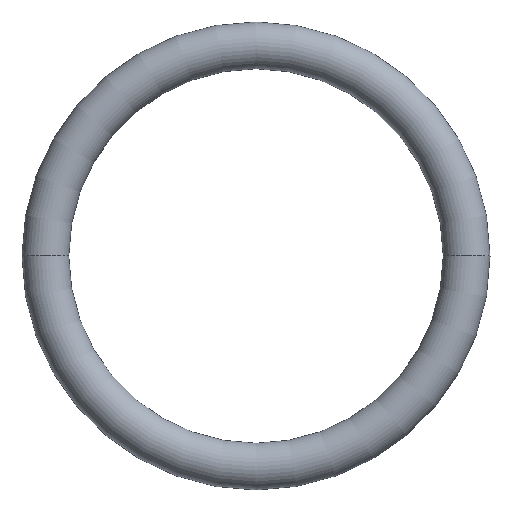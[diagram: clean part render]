
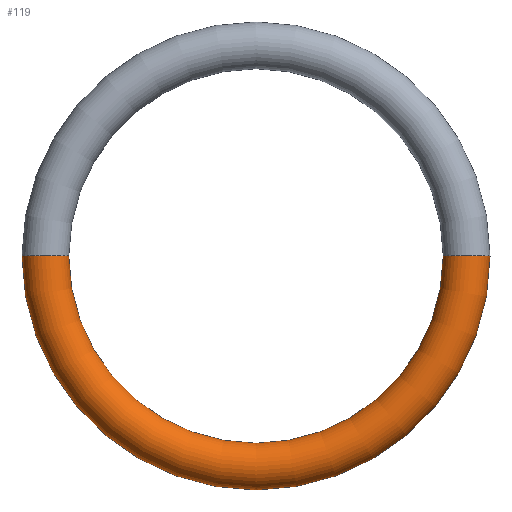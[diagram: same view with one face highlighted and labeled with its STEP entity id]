
A CAD part, top view. The second image highlights one B-rep face of the part: STEP entity #119.
In plain terms, the highlighted toroidal (fillet/blend) face has major radius 4.5 mm and minor radius 0.5 mm.
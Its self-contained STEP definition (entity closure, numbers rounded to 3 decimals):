
#2 = DIRECTION ( 'NONE',  ( 1., 0., 0. ) ) ;
#4 = CIRCLE ( 'NONE', #33, 0.5 ) ;
#5 = CARTESIAN_POINT ( 'NONE',  ( 4.5, 0., 0. ) ) ;
#7 = DIRECTION ( 'NONE',  ( 0., 1., 0. ) ) ;
#19 = DIRECTION ( 'NONE',  ( 0., 0., -1. ) ) ;
#20 = VERTEX_POINT ( 'NONE', #113 ) ;
#24 = EDGE_CURVE ( 'NONE', #20, #37, #73, .T. ) ;
#30 = AXIS2_PLACEMENT_3D ( 'NONE', #166, #93, #2 ) ;
#33 = AXIS2_PLACEMENT_3D ( 'NONE', #101, #7, #57 ) ;
#37 = VERTEX_POINT ( 'NONE', #148 ) ;
#40 = ORIENTED_EDGE ( 'NONE', *, *, #152, .F. ) ;
#45 = CIRCLE ( 'NONE', #95, 0.5 ) ;
#57 = DIRECTION ( 'NONE',  ( -1., 0., 0. ) ) ;
#65 = VERTEX_POINT ( 'NONE', #122 ) ;
#67 = FACE_OUTER_BOUND ( 'NONE', #183, .T. ) ;
#70 = CARTESIAN_POINT ( 'NONE',  ( 4., 0., 0. ) ) ;
#73 = CIRCLE ( 'NONE', #30, 5. ) ;
#78 = CARTESIAN_POINT ( 'NONE',  ( 0., 0., 0. ) ) ;
#83 = DIRECTION ( 'NONE',  ( 1., 0., 0. ) ) ;
#88 = AXIS2_PLACEMENT_3D ( 'NONE', #78, #134, #158 ) ;
#93 = DIRECTION ( 'NONE',  ( 0., 0., 1. ) ) ;
#95 = AXIS2_PLACEMENT_3D ( 'NONE', #5, #168, #19 ) ;
#97 = ORIENTED_EDGE ( 'NONE', *, *, #24, .T. ) ;
#98 = DIRECTION ( 'NONE',  ( 0., 0., 1. ) ) ;
#101 = CARTESIAN_POINT ( 'NONE',  ( -4.5, 0., 0. ) ) ;
#113 = CARTESIAN_POINT ( 'NONE',  ( -5., 0., 0. ) ) ;
#119 = ADVANCED_FACE ( 'NONE', ( #67 ), #155, .T. ) ;
#122 = CARTESIAN_POINT ( 'NONE',  ( -4., 0., 0. ) ) ;
#128 = EDGE_CURVE ( 'NONE', #37, #170, #45, .T. ) ;
#134 = DIRECTION ( 'NONE',  ( 0., 0., 1. ) ) ;
#144 = AXIS2_PLACEMENT_3D ( 'NONE', #189, #98, #83 ) ;
#146 = EDGE_CURVE ( 'NONE', #65, #170, #149, .T. ) ;
#148 = CARTESIAN_POINT ( 'NONE',  ( 5., 0., 0. ) ) ;
#149 = CIRCLE ( 'NONE', #88, 4. ) ;
#152 = EDGE_CURVE ( 'NONE', #20, #65, #4, .T. ) ;
#155 = TOROIDAL_SURFACE ( 'NONE', #144, 4.5, 0.5 ) ;
#157 = ORIENTED_EDGE ( 'NONE', *, *, #128, .T. ) ;
#158 = DIRECTION ( 'NONE',  ( 1., 0., 0. ) ) ;
#166 = CARTESIAN_POINT ( 'NONE',  ( 0., 0., 0. ) ) ;
#168 = DIRECTION ( 'NONE',  ( 0., -1., 0. ) ) ;
#170 = VERTEX_POINT ( 'NONE', #70 ) ;
#182 = ORIENTED_EDGE ( 'NONE', *, *, #146, .F. ) ;
#183 = EDGE_LOOP ( 'NONE', ( #40, #97, #157, #182 ) ) ;
#189 = CARTESIAN_POINT ( 'NONE',  ( 0., 0., 0. ) ) ;
